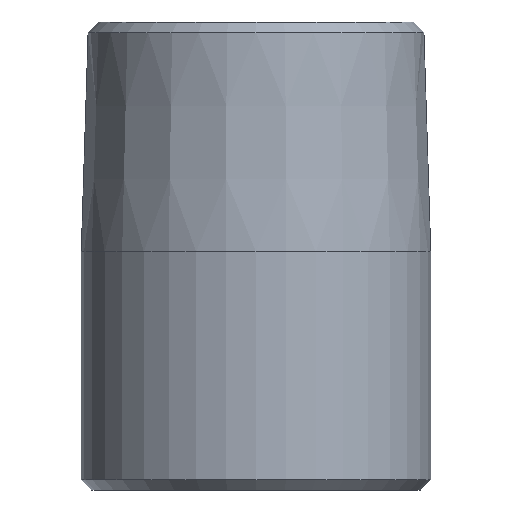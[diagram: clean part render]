
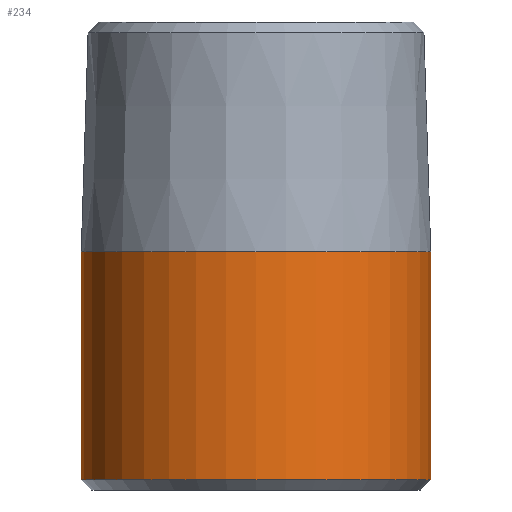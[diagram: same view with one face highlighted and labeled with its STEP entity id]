
A CAD part, front view. The second image highlights one B-rep face of the part: STEP entity #234.
In plain terms, the highlighted cylindrical face has radius 10.668 mm (diameter 21.336 mm), a partial arc.
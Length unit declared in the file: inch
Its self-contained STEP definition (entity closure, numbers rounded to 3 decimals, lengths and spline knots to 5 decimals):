
#3 = ORIENTED_EDGE ( 'NONE', *, *, #86, .F. ) ;
#46 = EDGE_CURVE ( 'NONE', #123, #341, #474, .T. ) ;
#55 = ORIENTED_EDGE ( 'NONE', *, *, #46, .T. ) ;
#73 = AXIS2_PLACEMENT_3D ( 'NONE', #195, #457, #275 ) ;
#79 = CARTESIAN_POINT ( 'NONE',  ( 0.42, 0., 1.125 ) ) ;
#81 = VECTOR ( 'NONE', #336, 39.37008 ) ;
#86 = EDGE_CURVE ( 'NONE', #123, #497, #460, .T. ) ;
#112 = EDGE_CURVE ( 'NONE', #148, #497, #434, .T. ) ;
#123 = VERTEX_POINT ( 'NONE', #229 ) ;
#136 = DIRECTION ( 'NONE',  ( 0., 0., -1. ) ) ;
#145 = ORIENTED_EDGE ( 'NONE', *, *, #112, .T. ) ;
#147 = VECTOR ( 'NONE', #136, 39.37008 ) ;
#148 = VERTEX_POINT ( 'NONE', #429 ) ;
#157 = DIRECTION ( 'NONE',  ( 0., 0., -1. ) ) ;
#195 = CARTESIAN_POINT ( 'NONE',  ( 0., 0., 0.025 ) ) ;
#229 = CARTESIAN_POINT ( 'NONE',  ( 0.42, 0., 0.5725 ) ) ;
#234 = ADVANCED_FACE ( 'NONE', ( #351 ), #287, .T. ) ;
#237 = DIRECTION ( 'NONE',  ( 0., 0., -1. ) ) ;
#275 = DIRECTION ( 'NONE',  ( 1., 0., 0. ) ) ;
#287 = CYLINDRICAL_SURFACE ( 'NONE', #345, 0.42 ) ;
#288 = LINE ( 'NONE', #439, #147 ) ;
#304 = CARTESIAN_POINT ( 'NONE',  ( 0.42, 0., 0.025 ) ) ;
#317 = CARTESIAN_POINT ( 'NONE',  ( 0., 0., 1.125 ) ) ;
#323 = EDGE_LOOP ( 'NONE', ( #3, #55, #362, #145 ) ) ;
#331 = CARTESIAN_POINT ( 'NONE',  ( -0.42, 0., 0.5725 ) ) ;
#336 = DIRECTION ( 'NONE',  ( 0., 0., -1. ) ) ;
#341 = VERTEX_POINT ( 'NONE', #331 ) ;
#345 = AXIS2_PLACEMENT_3D ( 'NONE', #317, #157, #469 ) ;
#351 = FACE_OUTER_BOUND ( 'NONE', #323, .T. ) ;
#362 = ORIENTED_EDGE ( 'NONE', *, *, #385, .T. ) ;
#385 = EDGE_CURVE ( 'NONE', #341, #148, #288, .T. ) ;
#414 = CARTESIAN_POINT ( 'NONE',  ( 0., 0., 0.5725 ) ) ;
#424 = DIRECTION ( 'NONE',  ( -1., 0., 0. ) ) ;
#429 = CARTESIAN_POINT ( 'NONE',  ( -0.42, 0., 0.025 ) ) ;
#434 = CIRCLE ( 'NONE', #73, 0.42 ) ;
#439 = CARTESIAN_POINT ( 'NONE',  ( -0.42, 0., 1.125 ) ) ;
#442 = AXIS2_PLACEMENT_3D ( 'NONE', #414, #237, #424 ) ;
#457 = DIRECTION ( 'NONE',  ( 0., 0., 1. ) ) ;
#460 = LINE ( 'NONE', #79, #81 ) ;
#469 = DIRECTION ( 'NONE',  ( -1., 0., 0. ) ) ;
#474 = CIRCLE ( 'NONE', #442, 0.42 ) ;
#497 = VERTEX_POINT ( 'NONE', #304 ) ;
